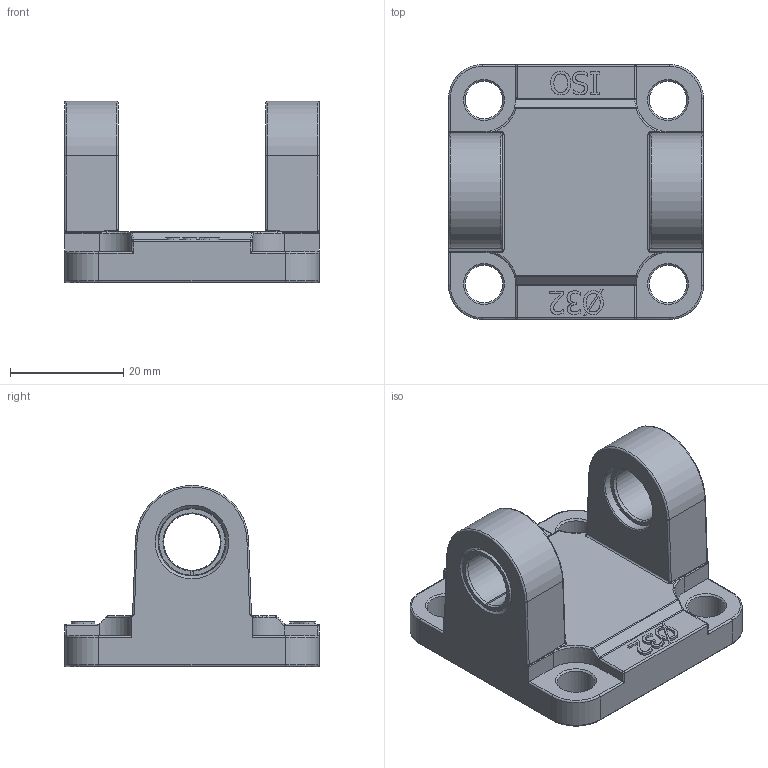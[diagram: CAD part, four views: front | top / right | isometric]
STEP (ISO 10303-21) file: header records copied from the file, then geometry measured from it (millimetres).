
FILE_DESCRIPTION((''),'2;1');
FILE_NAME('CFI032.stp','2013-11-15T09:24:41',('carlo.corazza'),(''),'Autodesk Inventor 2012','Autodesk Inventor 2012','');
FILE_SCHEMA(('AUTOMOTIVE_DESIGN { 1 0 10303 214 1 1 1 1 }'));
Length unit declared in the file: millimetre
Products named in the file (1): CFI032
Bounding box: 45 x 45 x 32 mm (x, y, z)
Volume: 17866.4 mm3; surface area: 8803.9 mm2
Topology: 1 solids, 1 shells, 308 faces, 784 edges, 483 vertices
Faces by surface type: bspline 107, plane 84, cylinder 69, cone 21, torus 20, sphere 7
Full cylindrical faces by diameter (mm): 6.6 x4, 12 x2, 30 x1
Entity records: 10715 total; most frequent: CARTESIAN_POINT 3630, ORIENTED_EDGE 1506, DIRECTION 1166, EDGE_CURVE 753, VERTEX_POINT 477, AXIS2_PLACEMENT_3D 411, EDGE_LOOP 350, VECTOR 344
